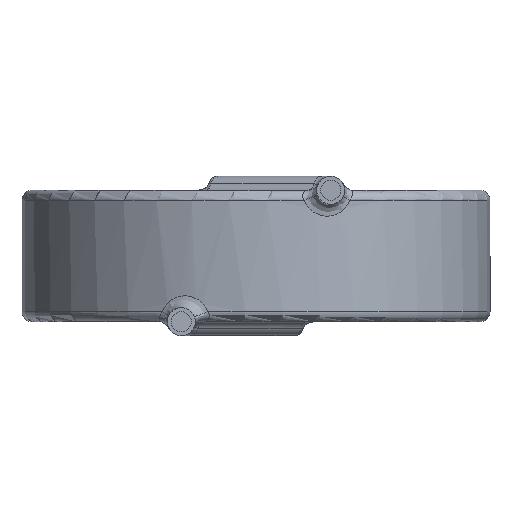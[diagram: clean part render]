
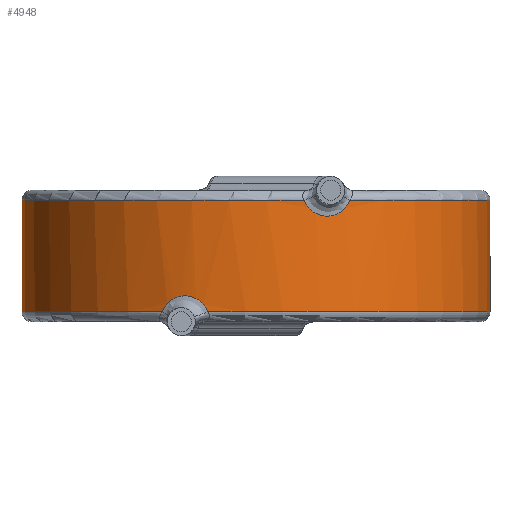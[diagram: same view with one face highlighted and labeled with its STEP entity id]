
A CAD part, front view. The second image highlights one B-rep face of the part: STEP entity #4948.
In plain terms, the highlighted cylindrical face has radius 11.75 mm (diameter 23.5 mm), a partial arc.
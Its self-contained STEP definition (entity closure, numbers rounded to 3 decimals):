
#62 = CARTESIAN_POINT ( 'NONE',  ( -4.052, -11.03, -2.097 ) ) ;
#432 = EDGE_LOOP ( 'NONE', ( #5655, #7023, #3616, #6249, #4219, #3664, #5948, #5881 ) ) ;
#537 = CARTESIAN_POINT ( 'NONE',  ( 4.162, -10.989, 2.153 ) ) ;
#604 = CARTESIAN_POINT ( 'NONE',  ( 0., 0., -7.293 ) ) ;
#674 = CARTESIAN_POINT ( 'NONE',  ( -2.426, -11.497, -2.8 ) ) ;
#688 = VERTEX_POINT ( 'NONE', #7900 ) ;
#769 = DIRECTION ( 'NONE',  ( 0., 0., -1. ) ) ;
#906 = EDGE_CURVE ( 'NONE', #8112, #688, #3013, .T. ) ;
#1158 = CARTESIAN_POINT ( 'NONE',  ( 3.824, -11.111, 2.022 ) ) ;
#1261 = DIRECTION ( 'NONE',  ( -1., 0., 0. ) ) ;
#1302 = DIRECTION ( 'NONE',  ( -1., 0., 0. ) ) ;
#1321 = LINE ( 'NONE', #6424, #6627 ) ;
#1480 = CARTESIAN_POINT ( 'NONE',  ( -3.824, -11.111, -2.022 ) ) ;
#1522 = CARTESIAN_POINT ( 'NONE',  ( -2.521, -11.477, -2.561 ) ) ;
#1526 = CARTESIAN_POINT ( 'NONE',  ( 4.449, -10.876, 2.379 ) ) ;
#1785 = EDGE_CURVE ( 'NONE', #5449, #3582, #7494, .T. ) ;
#1897 = DIRECTION ( 'NONE',  ( -1., 0., 0. ) ) ;
#2149 = CARTESIAN_POINT ( 'NONE',  ( 11.75, 0., 2.8 ) ) ;
#2193 = EDGE_CURVE ( 'NONE', #3111, #2445, #2245, .T. ) ;
#2245 = CIRCLE ( 'NONE', #8295, 11.75 ) ;
#2328 = DIRECTION ( 'NONE',  ( 0., 0., -1. ) ) ;
#2431 = VECTOR ( 'NONE', #2328, 1000. ) ;
#2445 = VERTEX_POINT ( 'NONE', #674 ) ;
#2527 = VERTEX_POINT ( 'NONE', #2149 ) ;
#2649 = CARTESIAN_POINT ( 'NONE',  ( 0., 0., 2.8 ) ) ;
#2793 = EDGE_CURVE ( 'NONE', #8112, #2445, #8011, .T. ) ;
#2856 = CARTESIAN_POINT ( 'NONE',  ( -2.991, -11.363, -2.143 ) ) ;
#3013 = CIRCLE ( 'NONE', #7711, 11.75 ) ;
#3044 = DIRECTION ( 'NONE',  ( 0., 0., -1. ) ) ;
#3089 = CARTESIAN_POINT ( 'NONE',  ( 2.426, -11.497, 2.8 ) ) ;
#3111 = VERTEX_POINT ( 'NONE', #6575 ) ;
#3254 = CARTESIAN_POINT ( 'NONE',  ( -4.36, -10.912, -2.294 ) ) ;
#3454 = EDGE_CURVE ( 'NONE', #3582, #688, #4007, .T. ) ;
#3484 = CARTESIAN_POINT ( 'NONE',  ( -3.103, -11.333, -2.088 ) ) ;
#3497 = CARTESIAN_POINT ( 'NONE',  ( -11.75, 0., -7.293 ) ) ;
#3579 = CARTESIAN_POINT ( 'NONE',  ( 3.702, -11.152, 2.001 ) ) ;
#3582 = VERTEX_POINT ( 'NONE', #8218 ) ;
#3616 = ORIENTED_EDGE ( 'NONE', *, *, #8279, .T. ) ;
#3625 = DIRECTION ( 'NONE',  ( -1., 0., 0. ) ) ;
#3627 = CARTESIAN_POINT ( 'NONE',  ( 3.461, -11.229, 1.999 ) ) ;
#3664 = ORIENTED_EDGE ( 'NONE', *, *, #906, .F. ) ;
#3885 = CARTESIAN_POINT ( 'NONE',  ( -4.449, -10.876, -2.379 ) ) ;
#3959 = DIRECTION ( 'NONE',  ( 0., 0., -1. ) ) ;
#4007 = LINE ( 'NONE', #3497, #2431 ) ;
#4034 = CARTESIAN_POINT ( 'NONE',  ( -3.702, -11.152, -2.001 ) ) ;
#4137 = FACE_OUTER_BOUND ( 'NONE', #432, .T. ) ;
#4219 = ORIENTED_EDGE ( 'NONE', *, *, #3454, .T. ) ;
#4362 = DIRECTION ( 'NONE',  ( 0., 0., -1. ) ) ;
#4516 = B_SPLINE_CURVE_WITH_KNOTS ( 'NONE', 3,
 ( #4699, #7300, #7258, #1526, #6263, #537, #5578, #1158, #3579, #3627, #4868, #6166, #8073, #6803, #7388, #3089 ),
 .UNSPECIFIED., .F., .F.,
 ( 4, 2, 2, 2, 2, 2, 2, 4 ),
 ( 0., 0., 0.001, 0.001, 0.002, 0.002, 0.002, 0.003 ),
 .UNSPECIFIED. ) ;
#4563 = AXIS2_PLACEMENT_3D ( 'NONE', #604, #4362, #1897 ) ;
#4638 = EDGE_CURVE ( 'NONE', #2527, #7452, #4698, .T. ) ;
#4656 = CARTESIAN_POINT ( 'NONE',  ( -4.71, -10.765, -2.8 ) ) ;
#4666 = AXIS2_PLACEMENT_3D ( 'NONE', #2649, #5198, #7734 ) ;
#4698 = CIRCLE ( 'NONE', #6451, 11.75 ) ;
#4699 = CARTESIAN_POINT ( 'NONE',  ( 4.71, -10.765, 2.8 ) ) ;
#4868 = CARTESIAN_POINT ( 'NONE',  ( 3.338, -11.267, 2.016 ) ) ;
#4912 = CARTESIAN_POINT ( 'NONE',  ( -2.682, -11.442, -2.356 ) ) ;
#4914 = CARTESIAN_POINT ( 'NONE',  ( 0., 0., 2.8 ) ) ;
#4948 = ADVANCED_FACE ( 'NONE', ( #4137 ), #7645, .T. ) ;
#5019 = DIRECTION ( 'NONE',  ( 0., 0., -1. ) ) ;
#5198 = DIRECTION ( 'NONE',  ( 0., 0., -1. ) ) ;
#5442 = CARTESIAN_POINT ( 'NONE',  ( -3.338, -11.267, -2.016 ) ) ;
#5449 = VERTEX_POINT ( 'NONE', #6448 ) ;
#5578 = CARTESIAN_POINT ( 'NONE',  ( 4.052, -11.03, 2.097 ) ) ;
#5655 = ORIENTED_EDGE ( 'NONE', *, *, #7771, .F. ) ;
#5881 = ORIENTED_EDGE ( 'NONE', *, *, #2193, .F. ) ;
#5948 = ORIENTED_EDGE ( 'NONE', *, *, #2793, .T. ) ;
#6024 = CARTESIAN_POINT ( 'NONE',  ( -2.426, -11.497, -2.8 ) ) ;
#6162 = CARTESIAN_POINT ( 'NONE',  ( -3.461, -11.229, -1.999 ) ) ;
#6166 = CARTESIAN_POINT ( 'NONE',  ( 3.103, -11.333, 2.088 ) ) ;
#6249 = ORIENTED_EDGE ( 'NONE', *, *, #1785, .T. ) ;
#6263 = CARTESIAN_POINT ( 'NONE',  ( 4.36, -10.912, 2.294 ) ) ;
#6424 = CARTESIAN_POINT ( 'NONE',  ( 11.75, 0., -7.293 ) ) ;
#6428 = CARTESIAN_POINT ( 'NONE',  ( -4.663, -10.785, -2.682 ) ) ;
#6448 = CARTESIAN_POINT ( 'NONE',  ( 2.426, -11.497, 2.8 ) ) ;
#6451 = AXIS2_PLACEMENT_3D ( 'NONE', #4914, #3044, #3625 ) ;
#6575 = CARTESIAN_POINT ( 'NONE',  ( 11.75, 0., -2.8 ) ) ;
#6627 = VECTOR ( 'NONE', #769, 1000. ) ;
#6803 = CARTESIAN_POINT ( 'NONE',  ( 2.682, -11.442, 2.356 ) ) ;
#6898 = CARTESIAN_POINT ( 'NONE',  ( 4.71, -10.765, 2.8 ) ) ;
#6990 = CARTESIAN_POINT ( 'NONE',  ( 0., 0., -2.8 ) ) ;
#7023 = ORIENTED_EDGE ( 'NONE', *, *, #4638, .T. ) ;
#7215 = CARTESIAN_POINT ( 'NONE',  ( -4.162, -10.989, -2.153 ) ) ;
#7253 = CARTESIAN_POINT ( 'NONE',  ( -4.601, -10.812, -2.574 ) ) ;
#7258 = CARTESIAN_POINT ( 'NONE',  ( 4.601, -10.812, 2.574 ) ) ;
#7300 = CARTESIAN_POINT ( 'NONE',  ( 4.663, -10.785, 2.682 ) ) ;
#7388 = CARTESIAN_POINT ( 'NONE',  ( 2.521, -11.477, 2.561 ) ) ;
#7447 = CARTESIAN_POINT ( 'NONE',  ( -4.71, -10.765, -2.8 ) ) ;
#7452 = VERTEX_POINT ( 'NONE', #6898 ) ;
#7494 = CIRCLE ( 'NONE', #4666, 11.75 ) ;
#7638 = CARTESIAN_POINT ( 'NONE',  ( 0., 0., -2.8 ) ) ;
#7645 = CYLINDRICAL_SURFACE ( 'NONE', #4563, 11.75 ) ;
#7711 = AXIS2_PLACEMENT_3D ( 'NONE', #6990, #5019, #1261 ) ;
#7734 = DIRECTION ( 'NONE',  ( -1., 0., 0. ) ) ;
#7771 = EDGE_CURVE ( 'NONE', #2527, #3111, #1321, .T. ) ;
#7900 = CARTESIAN_POINT ( 'NONE',  ( -11.75, 0., -2.8 ) ) ;
#8011 = B_SPLINE_CURVE_WITH_KNOTS ( 'NONE', 3,
 ( #4656, #6428, #7253, #3885, #3254, #7215, #62, #1480, #4034, #6162, #5442, #3484, #2856, #4912, #1522, #6024 ),
 .UNSPECIFIED., .F., .F.,
 ( 4, 2, 2, 2, 2, 2, 2, 4 ),
 ( 0., 0., 0.001, 0.001, 0.002, 0.002, 0.002, 0.003 ),
 .UNSPECIFIED. ) ;
#8073 = CARTESIAN_POINT ( 'NONE',  ( 2.991, -11.363, 2.143 ) ) ;
#8112 = VERTEX_POINT ( 'NONE', #7447 ) ;
#8218 = CARTESIAN_POINT ( 'NONE',  ( -11.75, 0., 2.8 ) ) ;
#8279 = EDGE_CURVE ( 'NONE', #7452, #5449, #4516, .T. ) ;
#8295 = AXIS2_PLACEMENT_3D ( 'NONE', #7638, #3959, #1302 ) ;
